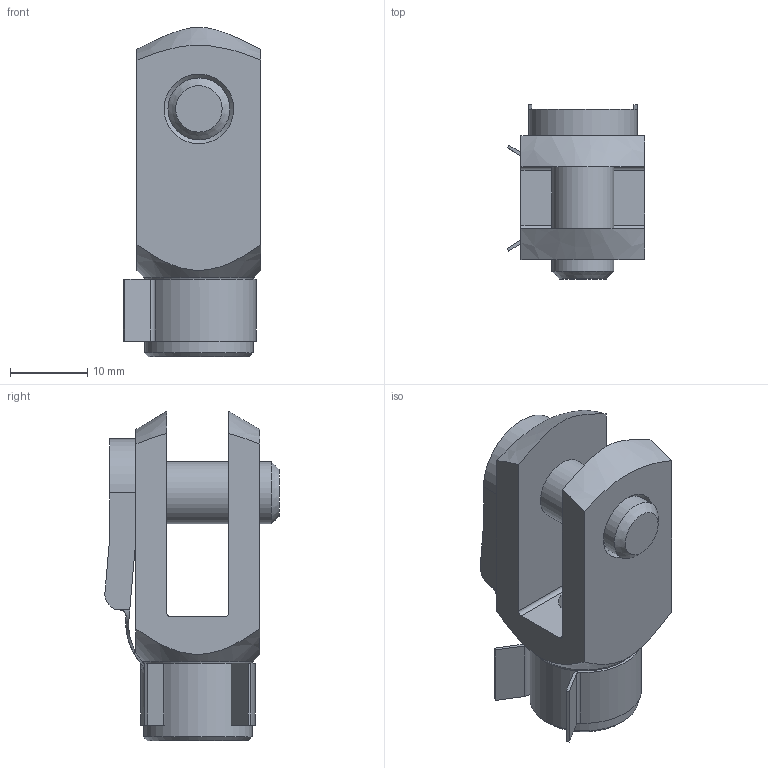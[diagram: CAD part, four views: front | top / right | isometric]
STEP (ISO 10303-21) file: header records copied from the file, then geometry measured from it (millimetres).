
FILE_DESCRIPTION((''),'2;1');
FILE_NAME('0819-Gabelkopf-GAKC5M8BL.stp','2012-07-16T09:59:05',('CADNEU'),(''),'Autodesk Inventor 2012','Autodesk Inventor 2012','');
FILE_SCHEMA(('AUTOMOTIVE_DESIGN { 1 0 10303 214 1 1 1 1 }'));
Length unit declared in the file: millimetre
Products named in the file (3): GAKC5M8BL; GAKA5M8BL; FKBB5
Assembly tree (2 placements, depth 2):
  GAKC5M8BL
    GAKA5M8BL
    FKBB5
Bounding box: 17.78 x 22.51 x 42.54 mm (x, y, z)
Volume: 6356.1 mm3; surface area: 5660.8 mm2
Topology: 2 solids, 2 shells, 71 faces, 203 edges, 133 vertices
Faces by surface type: plane 29, cylinder 27, cone 8, bspline 6, torus 1
Full cylindrical faces by diameter (mm): 6.647 x1, 8 x3, 14 x1
Entity records: 2590 total; most frequent: CARTESIAN_POINT 809, ORIENTED_EDGE 368, DIRECTION 324, EDGE_CURVE 184, VERTEX_POINT 130, AXIS2_PLACEMENT_3D 122, EDGE_LOOP 90, VECTOR 80
